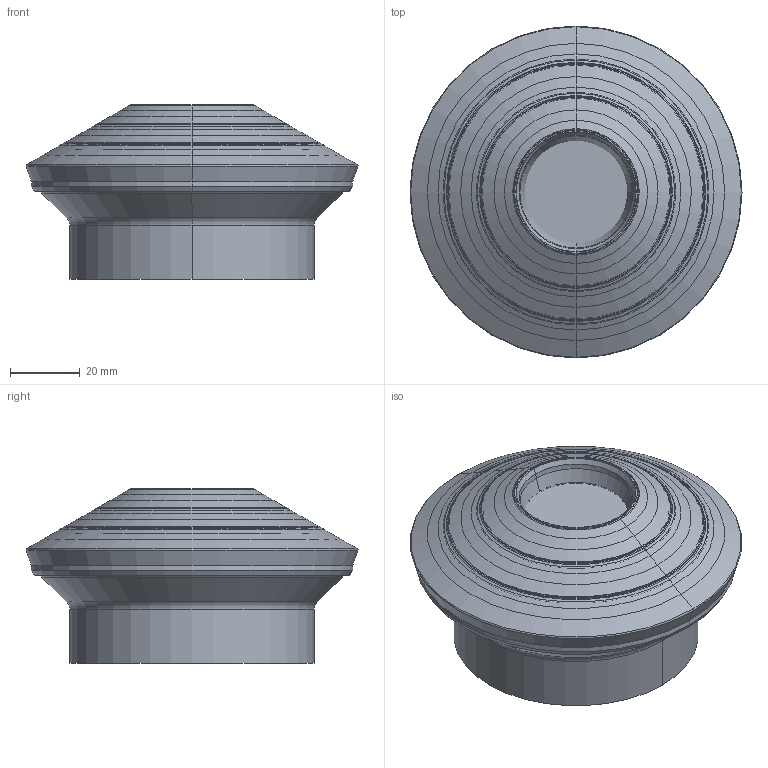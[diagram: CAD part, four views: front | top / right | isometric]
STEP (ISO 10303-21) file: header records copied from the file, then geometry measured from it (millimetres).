
FILE_DESCRIPTION((''),'2;1');
FILE_NAME('22P3C035050F2R00__ASM','2010-02-26T',('arcalean_pc'),(''),'PRO/ENGINEER BY PARAMETRIC TECHNOLOGY CORPORATION, 2009380','PRO/ENGINEER BY PARAMETRIC TECHNOLOGY CORPORATION, 2009380','');
FILE_SCHEMA(('CONFIG_CONTROL_DESIGN'));
Length unit declared in the file: millimetre
Products named in the file (3): 22P3C035050F2R00_HSG; SCHNEIDE; 22P3C035050F2R00__ASM
Assembly tree (2 placements, depth 2):
  22P3C035050F2R00__ASM
    22P3C035050F2R00_HSG
    SCHNEIDE
Bounding box: 94.99 x 94.99 x 50 mm (x, y, z)
Volume: 203236.5 mm3; surface area: 45377.6 mm2
Topology: 1 solids, 4 shells, 159 faces, 316 edges, 160 vertices
Faces by surface type: revolution 132, torus 12, cone 8, cylinder 4, plane 3
Entity records: 12013 total; most frequent: CARTESIAN_POINT 8824, ORIENTED_EDGE 632, DIRECTION 552, EDGE_CURVE 316, B_SPLINE_CURVE_WITH_KNOTS 264, AXIS2_PLACEMENT_3D 204, CIRCLE 172, VERTEX_POINT 160
